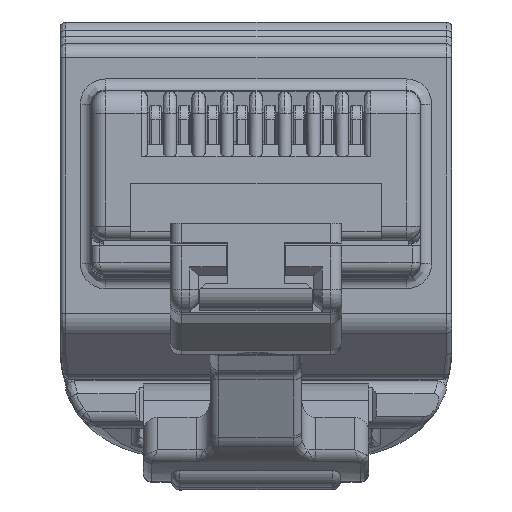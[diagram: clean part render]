
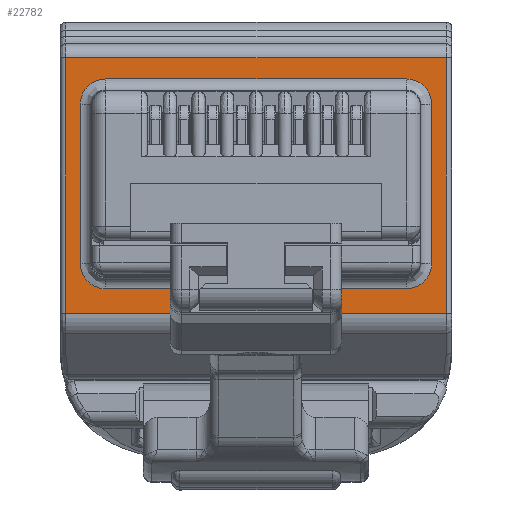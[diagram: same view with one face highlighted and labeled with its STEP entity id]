
A CAD part, top view. The second image highlights one B-rep face of the part: STEP entity #22782.
In plain terms, the highlighted planar face has unit normal (0, 0, 1).
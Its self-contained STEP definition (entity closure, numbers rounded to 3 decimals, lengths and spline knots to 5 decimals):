
#309 = CARTESIAN_POINT ( 'NONE',  ( 0.24567, 0., -0.5 ) ) ;
#686 = DIRECTION ( 'NONE',  ( 0., -1., 0. ) ) ;
#1278 = VERTEX_POINT ( 'NONE', #32713 ) ;
#1325 =( BOUNDED_CURVE ( )  B_SPLINE_CURVE ( 3, ( #41138, #60516, #26218, #12868 ),
 .UNSPECIFIED., .F., .F. ) 
 B_SPLINE_CURVE_WITH_KNOTS ( ( 4, 4 ),
 ( 0., 1. ),
 .UNSPECIFIED. ) 
 CURVE ( )  GEOMETRIC_REPRESENTATION_ITEM ( )  RATIONAL_B_SPLINE_CURVE ( ( 1., 0.805, 0.805, 1. ) ) 
 REPRESENTATION_ITEM ( '' )  );
#1643 = VERTEX_POINT ( 'NONE', #24039 ) ;
#2324 = CARTESIAN_POINT ( 'NONE',  ( 0., 0.30709, -0.5 ) ) ;
#2420 = CARTESIAN_POINT ( 'NONE',  ( -0.23099, -0.01575, -0.5 ) ) ;
#3172 = CARTESIAN_POINT ( 'NONE',  ( 0.24567, 0.01969, -0.5 ) ) ;
#3833 = CARTESIAN_POINT ( 'NONE',  ( 0., 0.27756, -0.5 ) ) ;
#4271 =( BOUNDED_CURVE ( )  B_SPLINE_CURVE ( 3, ( #5382, #37040, #2420, #45927 ),
 .UNSPECIFIED., .F., .F. ) 
 B_SPLINE_CURVE_WITH_KNOTS ( ( 4, 4 ),
 ( 0., 1. ),
 .UNSPECIFIED. ) 
 CURVE ( )  GEOMETRIC_REPRESENTATION_ITEM ( )  RATIONAL_B_SPLINE_CURVE ( ( 1., 0.805, 0.805, 1. ) ) 
 REPRESENTATION_ITEM ( '' )  );
#4318 = DIRECTION ( 'NONE',  ( 1., 0., 0. ) ) ;
#4362 = EDGE_CURVE ( 'NONE', #25204, #43483, #9075, .T. ) ;
#4443 = DIRECTION ( 'NONE',  ( 0., 0., -1. ) ) ;
#4848 = ORIENTED_EDGE ( 'NONE', *, *, #10562, .F. ) ;
#4918 = VERTEX_POINT ( 'NONE', #57530 ) ;
#5064 = FACE_OUTER_BOUND ( 'NONE', #35508, .T. ) ;
#5382 = CARTESIAN_POINT ( 'NONE',  ( -0.24567, 0.01969, -0.5 ) ) ;
#5604 = CARTESIAN_POINT ( 'NONE',  ( 0.26575, 0.30709, -0.5 ) ) ;
#5708 = CARTESIAN_POINT ( 'NONE',  ( -0.26575, 0., -0.5 ) ) ;
#5856 = CARTESIAN_POINT ( 'NONE',  ( -0.24567, 0.26288, -0.5 ) ) ;
#6781 = CARTESIAN_POINT ( 'NONE',  ( -0.23099, 0.27756, -0.5 ) ) ;
#8705 = CARTESIAN_POINT ( 'NONE',  ( -0.24567, 0., -0.5 ) ) ;
#9075 = LINE ( 'NONE', #56441, #24677 ) ;
#9187 = FACE_BOUND ( 'NONE', #61353, .T. ) ;
#9509 = CARTESIAN_POINT ( 'NONE',  ( 0.24567, 0.24213, -0.5 ) ) ;
#10562 = EDGE_CURVE ( 'NONE', #1643, #4918, #14973, .T. ) ;
#11865 = CARTESIAN_POINT ( 'NONE',  ( -0.24567, 0.24213, -0.5 ) ) ;
#12402 = EDGE_CURVE ( 'NONE', #18211, #21420, #49195, .T. ) ;
#12868 = CARTESIAN_POINT ( 'NONE',  ( 0.21024, 0.27756, -0.5 ) ) ;
#14290 = CARTESIAN_POINT ( 'NONE',  ( 0., 0., -0.5 ) ) ;
#14973 = LINE ( 'NONE', #8705, #40166 ) ;
#15702 = EDGE_CURVE ( 'NONE', #22795, #56006, #1325, .T. ) ;
#16642 = ORIENTED_EDGE ( 'NONE', *, *, #32477, .F. ) ;
#17265 = LINE ( 'NONE', #22348, #26698 ) ;
#17347 = CARTESIAN_POINT ( 'NONE',  ( 0., -0.04989, -0.5 ) ) ;
#17486 = LINE ( 'NONE', #3833, #43771 ) ;
#18211 = VERTEX_POINT ( 'NONE', #59916 ) ;
#20184 = VECTOR ( 'NONE', #59359, 39.37008 ) ;
#21420 = VERTEX_POINT ( 'NONE', #41545 ) ;
#22133 = LINE ( 'NONE', #17347, #28112 ) ;
#22232 = ORIENTED_EDGE ( 'NONE', *, *, #28543, .F. ) ;
#22348 = CARTESIAN_POINT ( 'NONE',  ( 0.26575, 0.35827, -0.5 ) ) ;
#22649 = CARTESIAN_POINT ( 'NONE',  ( 0.21024, -0.01575, -0.5 ) ) ;
#22782 = ADVANCED_FACE ( 'NONE', ( #9187, #5064 ), #28601, .F. ) ;
#22795 = VERTEX_POINT ( 'NONE', #9509 ) ;
#23263 = EDGE_CURVE ( 'NONE', #43483, #61442, #59003, .T. ) ;
#23274 = ORIENTED_EDGE ( 'NONE', *, *, #41070, .F. ) ;
#23613 = ORIENTED_EDGE ( 'NONE', *, *, #23263, .F. ) ;
#24039 = CARTESIAN_POINT ( 'NONE',  ( -0.24567, 0.24213, -0.5 ) ) ;
#24452 = DIRECTION ( 'NONE',  ( 0., 1., 0. ) ) ;
#24677 = VECTOR ( 'NONE', #4318, 39.37008 ) ;
#25204 = VERTEX_POINT ( 'NONE', #59032 ) ;
#25467 = AXIS2_PLACEMENT_3D ( 'NONE', #14290, #4443, #38732 ) ;
#26218 = CARTESIAN_POINT ( 'NONE',  ( 0.23099, 0.27756, -0.5 ) ) ;
#26698 = VECTOR ( 'NONE', #56330, 39.37008 ) ;
#27822 = ORIENTED_EDGE ( 'NONE', *, *, #15702, .F. ) ;
#27829 = ORIENTED_EDGE ( 'NONE', *, *, #35127, .F. ) ;
#28112 = VECTOR ( 'NONE', #55153, 39.37008 ) ;
#28543 = EDGE_CURVE ( 'NONE', #4918, #25204, #4271, .T. ) ;
#28601 = PLANE ( 'NONE',  #25467 ) ;
#29686 = CARTESIAN_POINT ( 'NONE',  ( 0.21024, 0.27756, -0.5 ) ) ;
#31623 = VERTEX_POINT ( 'NONE', #60065 ) ;
#32477 = EDGE_CURVE ( 'NONE', #31623, #18211, #22133, .T. ) ;
#32713 = CARTESIAN_POINT ( 'NONE',  ( -0.21024, 0.27756, -0.5 ) ) ;
#34711 = VERTEX_POINT ( 'NONE', #5604 ) ;
#35127 = EDGE_CURVE ( 'NONE', #1278, #1643, #43236, .T. ) ;
#35508 = EDGE_LOOP ( 'NONE', ( #59208, #23274, #48224, #16642 ) ) ;
#36083 = VECTOR ( 'NONE', #24452, 39.37008 ) ;
#36600 = EDGE_CURVE ( 'NONE', #56006, #1278, #17486, .T. ) ;
#37040 = CARTESIAN_POINT ( 'NONE',  ( -0.24567, -0.00107, -0.5 ) ) ;
#38732 = DIRECTION ( 'NONE',  ( -1., 0., 0. ) ) ;
#39983 = LINE ( 'NONE', #309, #20184 ) ;
#40166 = VECTOR ( 'NONE', #686, 39.37008 ) ;
#41070 = EDGE_CURVE ( 'NONE', #21420, #34711, #45833, .T. ) ;
#41138 = CARTESIAN_POINT ( 'NONE',  ( 0.24567, 0.24213, -0.5 ) ) ;
#41545 = CARTESIAN_POINT ( 'NONE',  ( -0.26575, 0.30709, -0.5 ) ) ;
#41566 = ORIENTED_EDGE ( 'NONE', *, *, #47093, .F. ) ;
#42027 = CARTESIAN_POINT ( 'NONE',  ( 0.23099, -0.01575, -0.5 ) ) ;
#42256 = VECTOR ( 'NONE', #59517, 39.37008 ) ;
#43236 =( BOUNDED_CURVE ( )  B_SPLINE_CURVE ( 3, ( #49351, #6781, #5856, #11865 ),
 .UNSPECIFIED., .F., .T. ) 
 B_SPLINE_CURVE_WITH_KNOTS ( ( 4, 4 ),
 ( 0., 1. ),
 .UNSPECIFIED. ) 
 CURVE ( )  GEOMETRIC_REPRESENTATION_ITEM ( )  RATIONAL_B_SPLINE_CURVE ( ( 1., 0.805, 0.805, 1. ) ) 
 REPRESENTATION_ITEM ( '' )  );
#43483 = VERTEX_POINT ( 'NONE', #56868 ) ;
#43771 = VECTOR ( 'NONE', #50827, 39.37008 ) ;
#45833 = LINE ( 'NONE', #2324, #42256 ) ;
#45927 = CARTESIAN_POINT ( 'NONE',  ( -0.21024, -0.01575, -0.5 ) ) ;
#47093 = EDGE_CURVE ( 'NONE', #61442, #22795, #39983, .T. ) ;
#47649 = ORIENTED_EDGE ( 'NONE', *, *, #36600, .F. ) ;
#47714 = CARTESIAN_POINT ( 'NONE',  ( 0.24567, 0.01969, -0.5 ) ) ;
#48224 = ORIENTED_EDGE ( 'NONE', *, *, #12402, .F. ) ;
#49195 = LINE ( 'NONE', #5708, #36083 ) ;
#49351 = CARTESIAN_POINT ( 'NONE',  ( -0.21024, 0.27756, -0.5 ) ) ;
#50827 = DIRECTION ( 'NONE',  ( -1., 0., 0. ) ) ;
#52710 = EDGE_CURVE ( 'NONE', #34711, #31623, #17265, .T. ) ;
#55153 = DIRECTION ( 'NONE',  ( -1., 0., 0. ) ) ;
#56006 = VERTEX_POINT ( 'NONE', #29686 ) ;
#56330 = DIRECTION ( 'NONE',  ( 0., -1., 0. ) ) ;
#56441 = CARTESIAN_POINT ( 'NONE',  ( 0., -0.01575, -0.5 ) ) ;
#56868 = CARTESIAN_POINT ( 'NONE',  ( 0.21024, -0.01575, -0.5 ) ) ;
#57530 = CARTESIAN_POINT ( 'NONE',  ( -0.24567, 0.01969, -0.5 ) ) ;
#59003 =( BOUNDED_CURVE ( )  B_SPLINE_CURVE ( 3, ( #22649, #42027, #61414, #47714 ),
 .UNSPECIFIED., .F., .F. ) 
 B_SPLINE_CURVE_WITH_KNOTS ( ( 4, 4 ),
 ( 0., 1. ),
 .UNSPECIFIED. ) 
 CURVE ( )  GEOMETRIC_REPRESENTATION_ITEM ( )  RATIONAL_B_SPLINE_CURVE ( ( 1., 0.805, 0.805, 1. ) ) 
 REPRESENTATION_ITEM ( '' )  );
#59032 = CARTESIAN_POINT ( 'NONE',  ( -0.21024, -0.01575, -0.5 ) ) ;
#59208 = ORIENTED_EDGE ( 'NONE', *, *, #52710, .F. ) ;
#59359 = DIRECTION ( 'NONE',  ( 0., 1., 0. ) ) ;
#59363 = ORIENTED_EDGE ( 'NONE', *, *, #4362, .F. ) ;
#59517 = DIRECTION ( 'NONE',  ( 1., 0., 0. ) ) ;
#59916 = CARTESIAN_POINT ( 'NONE',  ( -0.26575, -0.04989, -0.5 ) ) ;
#60065 = CARTESIAN_POINT ( 'NONE',  ( 0.26575, -0.04989, -0.5 ) ) ;
#60516 = CARTESIAN_POINT ( 'NONE',  ( 0.24567, 0.26288, -0.5 ) ) ;
#61353 = EDGE_LOOP ( 'NONE', ( #27829, #47649, #27822, #41566, #23613, #59363, #22232, #4848 ) ) ;
#61414 = CARTESIAN_POINT ( 'NONE',  ( 0.24567, -0.00107, -0.5 ) ) ;
#61442 = VERTEX_POINT ( 'NONE', #3172 ) ;
